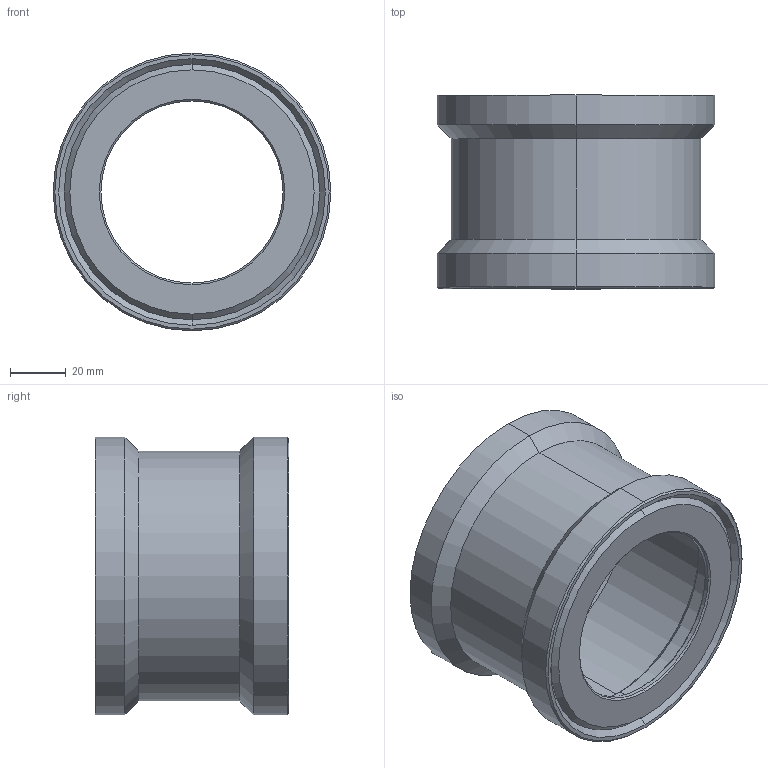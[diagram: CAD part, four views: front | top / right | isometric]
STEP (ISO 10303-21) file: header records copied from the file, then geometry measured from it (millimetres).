
FILE_DESCRIPTION (( 'STEP AP203' ), '1' );
FILE_NAME ('Housing.STEP', '2018-09-13T21:49:38', ( '' ), ( '' ), 'SwSTEP 2.0', 'SolidWorks 2017', '' );
FILE_SCHEMA (( 'CONFIG_CONTROL_DESIGN' ));
Length unit declared in the file: millimetre
Products named in the file (1): Housing
Bounding box: 100 x 69.7 x 100 mm (x, y, z)
Volume: 109351.9 mm3; surface area: 51158.4 mm2
Topology: 1 solids, 1 shells, 127 faces, 304 edges, 194 vertices
Faces by surface type: cylinder 72, plane 35, cone 20
Entity records: 3809 total; most frequent: DIRECTION 718, CARTESIAN_POINT 626, ORIENTED_EDGE 608, EDGE_CURVE 304, AXIS2_PLACEMENT_3D 286, VERTEX_POINT 194, CIRCLE 158, VECTOR 146
